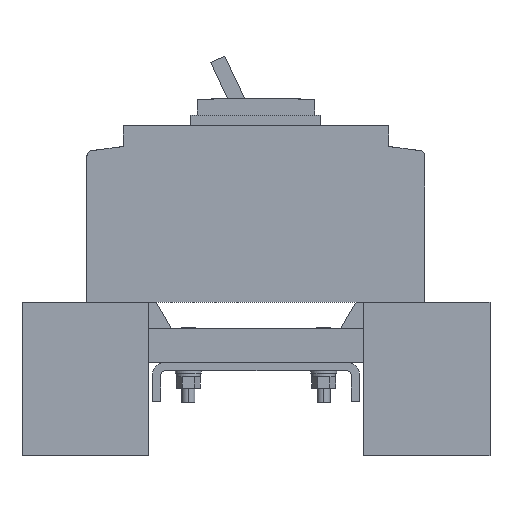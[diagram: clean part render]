
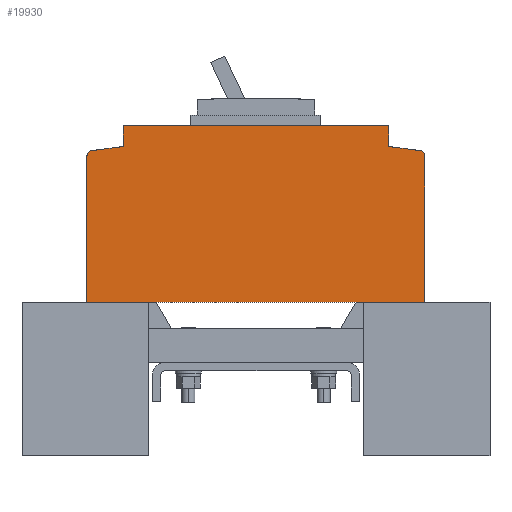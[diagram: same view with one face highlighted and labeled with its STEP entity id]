
A CAD part, left-side view. The second image highlights one B-rep face of the part: STEP entity #19930.
In plain terms, the highlighted planar face has unit normal (-1, 0, 0).
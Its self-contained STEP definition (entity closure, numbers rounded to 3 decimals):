
#13 = VERTEX_POINT ( 'NONE', #5801 ) ;
#944 = DIRECTION ( 'NONE',  ( 0., 0., 1. ) ) ;
#999 = CARTESIAN_POINT ( 'NONE',  ( -45., 51., 60. ) ) ;
#1046 = VERTEX_POINT ( 'NONE', #7928 ) ;
#1651 = DIRECTION ( 'NONE',  ( -1., 0., 0. ) ) ;
#1849 = CARTESIAN_POINT ( 'NONE',  ( -45., 65., 56.381 ) ) ;
#2303 = DIRECTION ( 'NONE',  ( 0., 0., 1. ) ) ;
#2637 = ORIENTED_EDGE ( 'NONE', *, *, #6961, .T. ) ;
#2949 = EDGE_CURVE ( 'NONE', #24096, #10012, #25252, .T. ) ;
#3274 = VERTEX_POINT ( 'NONE', #1849 ) ;
#3436 = VECTOR ( 'NONE', #944, 1000. ) ;
#3993 = ORIENTED_EDGE ( 'NONE', *, *, #20174, .T. ) ;
#4571 = LINE ( 'NONE', #23563, #11236 ) ;
#4766 = CARTESIAN_POINT ( 'NONE',  ( -45., 65., 68. ) ) ;
#5801 = CARTESIAN_POINT ( 'NONE',  ( -45., 51., 60. ) ) ;
#5934 = VECTOR ( 'NONE', #26673, 1000. ) ;
#5962 = DIRECTION ( 'NONE',  ( 0., -0.991, -0.132 ) ) ;
#6008 = CARTESIAN_POINT ( 'NONE',  ( -45., 65., 0. ) ) ;
#6224 = CARTESIAN_POINT ( 'NONE',  ( -45., -65., 56.381 ) ) ;
#6961 = EDGE_CURVE ( 'NONE', #24177, #9927, #15395, .T. ) ;
#7119 = CARTESIAN_POINT ( 'NONE',  ( -45., 65., 68. ) ) ;
#7150 = VECTOR ( 'NONE', #18613, 1000. ) ;
#7331 = AXIS2_PLACEMENT_3D ( 'NONE', #24216, #9082, #26755 ) ;
#7769 = ORIENTED_EDGE ( 'NONE', *, *, #30368, .T. ) ;
#7928 = CARTESIAN_POINT ( 'NONE',  ( -45., -51., 68. ) ) ;
#8996 = CARTESIAN_POINT ( 'NONE',  ( -45., 65., 0. ) ) ;
#9082 = DIRECTION ( 'NONE',  ( -1., 0., 0. ) ) ;
#9927 = VERTEX_POINT ( 'NONE', #13688 ) ;
#10012 = VERTEX_POINT ( 'NONE', #14016 ) ;
#10091 = LINE ( 'NONE', #31140, #3436 ) ;
#10722 = ORIENTED_EDGE ( 'NONE', *, *, #18806, .F. ) ;
#11236 = VECTOR ( 'NONE', #5962, 1000. ) ;
#12104 = VECTOR ( 'NONE', #15596, 1000. ) ;
#12326 = DIRECTION ( 'NONE',  ( 1., 0., 0. ) ) ;
#12641 = LINE ( 'NONE', #28432, #32036 ) ;
#12816 = ORIENTED_EDGE ( 'NONE', *, *, #20133, .F. ) ;
#12835 = EDGE_CURVE ( 'NONE', #22001, #1046, #10091, .T. ) ;
#13037 = CARTESIAN_POINT ( 'NONE',  ( -45., 65., 68. ) ) ;
#13293 = DIRECTION ( 'NONE',  ( 0., 0., -1. ) ) ;
#13688 = CARTESIAN_POINT ( 'NONE',  ( -45., -63.265, 58.364 ) ) ;
#14016 = CARTESIAN_POINT ( 'NONE',  ( -45., -65., 0. ) ) ;
#14295 = FACE_OUTER_BOUND ( 'NONE', #30441, .T. ) ;
#14657 = ORIENTED_EDGE ( 'NONE', *, *, #20565, .F. ) ;
#15395 = CIRCLE ( 'NONE', #7331, 2. ) ;
#15596 = DIRECTION ( 'NONE',  ( 0., -1., 0. ) ) ;
#16693 = CARTESIAN_POINT ( 'NONE',  ( -45., 63., 56.381 ) ) ;
#16920 = EDGE_CURVE ( 'NONE', #27154, #1046, #19630, .T. ) ;
#18613 = DIRECTION ( 'NONE',  ( 0., 0.991, -0.132 ) ) ;
#18716 = ORIENTED_EDGE ( 'NONE', *, *, #16920, .F. ) ;
#18806 = EDGE_CURVE ( 'NONE', #22001, #9927, #4571, .T. ) ;
#19253 = DIRECTION ( 'NONE',  ( 0., 1., 0. ) ) ;
#19630 = LINE ( 'NONE', #13037, #12104 ) ;
#19930 = ADVANCED_FACE ( 'NONE', ( #14295 ), #32430, .F. ) ;
#20133 = EDGE_CURVE ( 'NONE', #24177, #10012, #12641, .T. ) ;
#20174 = EDGE_CURVE ( 'NONE', #13, #26937, #26483, .T. ) ;
#20432 = EDGE_CURVE ( 'NONE', #26937, #3274, #26681, .T. ) ;
#20565 = EDGE_CURVE ( 'NONE', #13, #27154, #21517, .T. ) ;
#21166 = ORIENTED_EDGE ( 'NONE', *, *, #2949, .T. ) ;
#21517 = LINE ( 'NONE', #27603, #28210 ) ;
#21617 = ORIENTED_EDGE ( 'NONE', *, *, #12835, .T. ) ;
#21811 = AXIS2_PLACEMENT_3D ( 'NONE', #4766, #12326, #30001 ) ;
#22001 = VERTEX_POINT ( 'NONE', #28735 ) ;
#22239 = DIRECTION ( 'NONE',  ( 0., 0., -1. ) ) ;
#22670 = AXIS2_PLACEMENT_3D ( 'NONE', #16693, #1651, #19253 ) ;
#23563 = CARTESIAN_POINT ( 'NONE',  ( -45., -51., 60. ) ) ;
#24096 = VERTEX_POINT ( 'NONE', #6008 ) ;
#24177 = VERTEX_POINT ( 'NONE', #6224 ) ;
#24216 = CARTESIAN_POINT ( 'NONE',  ( -45., -63., 56.381 ) ) ;
#24870 = LINE ( 'NONE', #7119, #30785 ) ;
#25252 = LINE ( 'NONE', #8996, #5934 ) ;
#26483 = LINE ( 'NONE', #999, #7150 ) ;
#26673 = DIRECTION ( 'NONE',  ( 0., -1., 0. ) ) ;
#26681 = CIRCLE ( 'NONE', #22670, 2. ) ;
#26755 = DIRECTION ( 'NONE',  ( 0., 1., 0. ) ) ;
#26937 = VERTEX_POINT ( 'NONE', #31853 ) ;
#27154 = VERTEX_POINT ( 'NONE', #30486 ) ;
#27603 = CARTESIAN_POINT ( 'NONE',  ( -45., 51., 60. ) ) ;
#27707 = ORIENTED_EDGE ( 'NONE', *, *, #20432, .T. ) ;
#28210 = VECTOR ( 'NONE', #2303, 1000. ) ;
#28432 = CARTESIAN_POINT ( 'NONE',  ( -45., -65., 68. ) ) ;
#28735 = CARTESIAN_POINT ( 'NONE',  ( -45., -51., 60. ) ) ;
#30001 = DIRECTION ( 'NONE',  ( 0., 1., 0. ) ) ;
#30368 = EDGE_CURVE ( 'NONE', #3274, #24096, #24870, .T. ) ;
#30441 = EDGE_LOOP ( 'NONE', ( #12816, #2637, #10722, #21617, #18716, #14657, #3993, #27707, #7769, #21166 ) ) ;
#30486 = CARTESIAN_POINT ( 'NONE',  ( -45., 51., 68. ) ) ;
#30785 = VECTOR ( 'NONE', #22239, 1000. ) ;
#31140 = CARTESIAN_POINT ( 'NONE',  ( -45., -51., 60. ) ) ;
#31853 = CARTESIAN_POINT ( 'NONE',  ( -45., 63.265, 58.364 ) ) ;
#32036 = VECTOR ( 'NONE', #13293, 1000. ) ;
#32430 = PLANE ( 'NONE',  #21811 ) ;
